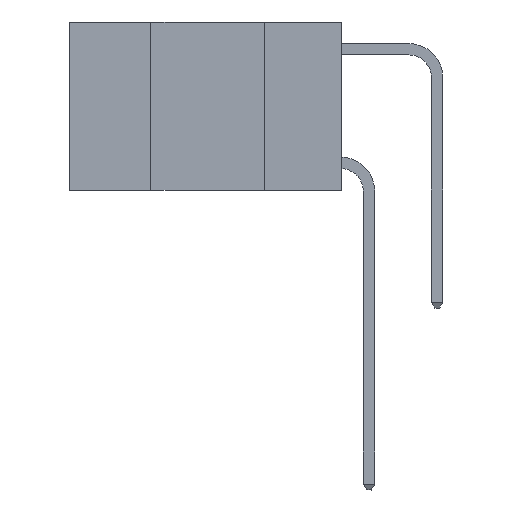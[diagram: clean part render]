
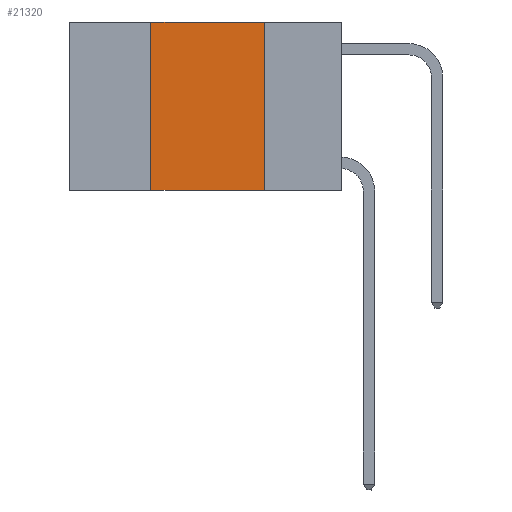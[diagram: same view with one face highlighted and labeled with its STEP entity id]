
A CAD part, left-side view. The second image highlights one B-rep face of the part: STEP entity #21320.
In plain terms, the highlighted planar face has unit normal (-1, 0, 0).
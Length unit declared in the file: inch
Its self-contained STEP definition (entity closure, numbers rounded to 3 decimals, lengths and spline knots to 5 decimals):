
#72 = VECTOR ( 'NONE', #2898, 39.37008 ) ;
#679 = EDGE_CURVE ( 'NONE', #13886, #6436, #20862, .T. ) ;
#2316 = CARTESIAN_POINT ( 'NONE',  ( 0., 0.6, -0.37 ) ) ;
#2849 = ORIENTED_EDGE ( 'NONE', *, *, #3863, .F. ) ;
#2898 = DIRECTION ( 'NONE',  ( 0., 0., 1. ) ) ;
#3205 = AXIS2_PLACEMENT_3D ( 'NONE', #16484, #25465, #5348 ) ;
#3863 = EDGE_CURVE ( 'NONE', #21580, #13886, #18474, .T. ) ;
#5348 = DIRECTION ( 'NONE',  ( 0., 0., -1. ) ) ;
#6436 = VERTEX_POINT ( 'NONE', #17788 ) ;
#6524 = ORIENTED_EDGE ( 'NONE', *, *, #16286, .T. ) ;
#7182 = CARTESIAN_POINT ( 'NONE',  ( 0., 0.42, 0. ) ) ;
#7548 = PLANE ( 'NONE',  #3205 ) ;
#9919 = ORIENTED_EDGE ( 'NONE', *, *, #16311, .F. ) ;
#11891 = DIRECTION ( 'NONE',  ( 0., -1., 0. ) ) ;
#13439 = CARTESIAN_POINT ( 'NONE',  ( 0., 0.42, -0.37 ) ) ;
#13614 = DIRECTION ( 'NONE',  ( 0., -1., 0. ) ) ;
#13886 = VERTEX_POINT ( 'NONE', #22875 ) ;
#14101 = EDGE_LOOP ( 'NONE', ( #28959, #2849, #9919, #6524 ) ) ;
#14112 = VECTOR ( 'NONE', #13614, 39.37008 ) ;
#16286 = EDGE_CURVE ( 'NONE', #28900, #6436, #28767, .T. ) ;
#16311 = EDGE_CURVE ( 'NONE', #28900, #21580, #18581, .T. ) ;
#16484 = CARTESIAN_POINT ( 'NONE',  ( 0., 0.6, 0. ) ) ;
#17627 = CARTESIAN_POINT ( 'NONE',  ( 0., 0.42, 0. ) ) ;
#17788 = CARTESIAN_POINT ( 'NONE',  ( 0., 0.17, -0.37 ) ) ;
#18474 = LINE ( 'NONE', #27474, #26742 ) ;
#18581 = LINE ( 'NONE', #7182, #72 ) ;
#20444 = DIRECTION ( 'NONE',  ( 0., 0., -1. ) ) ;
#20862 = LINE ( 'NONE', #24865, #27477 ) ;
#21320 = ADVANCED_FACE ( 'NONE', ( #27669 ), #7548, .F. ) ;
#21580 = VERTEX_POINT ( 'NONE', #17627 ) ;
#22875 = CARTESIAN_POINT ( 'NONE',  ( 0., 0.17, 0. ) ) ;
#24865 = CARTESIAN_POINT ( 'NONE',  ( 0., 0.17, 0. ) ) ;
#25465 = DIRECTION ( 'NONE',  ( 1., 0., 0. ) ) ;
#26742 = VECTOR ( 'NONE', #11891, 39.37008 ) ;
#27474 = CARTESIAN_POINT ( 'NONE',  ( 0., 0.6, 0. ) ) ;
#27477 = VECTOR ( 'NONE', #20444, 39.37008 ) ;
#27669 = FACE_OUTER_BOUND ( 'NONE', #14101, .T. ) ;
#28767 = LINE ( 'NONE', #2316, #14112 ) ;
#28900 = VERTEX_POINT ( 'NONE', #13439 ) ;
#28959 = ORIENTED_EDGE ( 'NONE', *, *, #679, .F. ) ;
